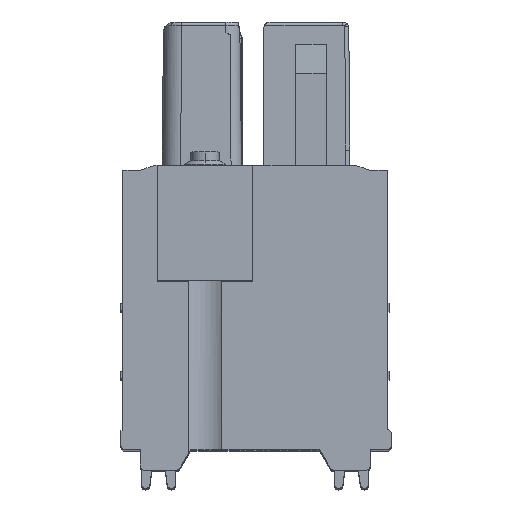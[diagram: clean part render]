
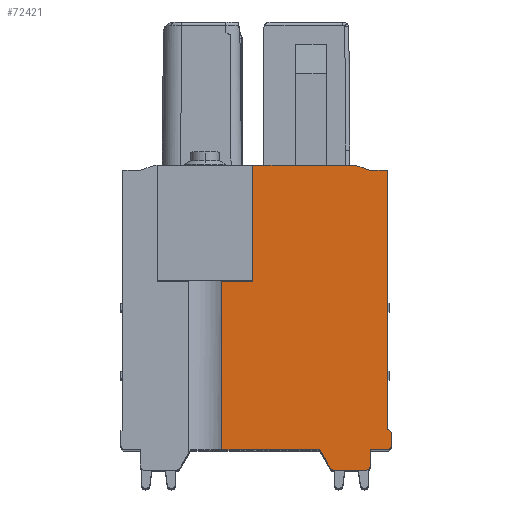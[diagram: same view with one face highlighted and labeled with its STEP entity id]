
A CAD part, top view. The second image highlights one B-rep face of the part: STEP entity #72421.
In plain terms, the highlighted planar face has unit normal (0, 0, 1).
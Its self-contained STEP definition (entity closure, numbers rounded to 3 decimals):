
#21066=DIRECTION('',(0.,-1.,0.));
#21067=VECTOR('',#21066,5.7);
#21068=CARTESIAN_POINT('',(6.4,14.,33.65));
#21069=LINE('',#21068,#21067);
#21078=DIRECTION('',(1.,0.,0.));
#21079=VECTOR('',#21078,1.521);
#21080=CARTESIAN_POINT('',(4.879,8.3,33.65));
#21081=LINE('',#21080,#21079);
#21082=DIRECTION('',(1.,0.,0.));
#21083=VECTOR('',#21082,5.06);
#21084=CARTESIAN_POINT('',(6.4,14.,33.65));
#21085=LINE('',#21084,#21083);
#21086=DIRECTION('',(0.94,-0.342,0.));
#21087=VECTOR('',#21086,0.731);
#21088=CARTESIAN_POINT('',(11.46,14.,33.65));
#21089=LINE('',#21088,#21087);
#21090=DIRECTION('',(1.,0.,0.));
#21091=VECTOR('',#21090,0.873);
#21092=CARTESIAN_POINT('',(12.147,13.75,33.65));
#21093=LINE('',#21092,#21091);
#21094=DIRECTION('',(0.,-1.,0.));
#21095=VECTOR('',#21094,12.749);
#21096=CARTESIAN_POINT('',(13.02,13.75,33.65));
#21097=LINE('',#21096,#21095);
#21098=DIRECTION('',(0.966,-0.259,0.));
#21099=VECTOR('',#21098,0.043);
#21100=CARTESIAN_POINT('',(13.02,1.001,33.65));
#21101=LINE('',#21100,#21099);
#21102=CARTESIAN_POINT('',(13.01,0.797,33.65));
#21103=DIRECTION('',(0.,0.,-1.));
#21104=DIRECTION('',(0.259,0.966,0.));
#21105=AXIS2_PLACEMENT_3D('',#21102,#21103,#21104);
#21107=DIRECTION('',(0.,-1.,0.));
#21108=VECTOR('',#21107,0.597);
#21109=CARTESIAN_POINT('',(13.21,0.797,33.65));
#21110=LINE('',#21109,#21108);
#21111=CARTESIAN_POINT('',(13.01,0.2,33.65));
#21112=DIRECTION('',(0.,0.,-1.));
#21113=DIRECTION('',(1.,0.,0.));
#21114=AXIS2_PLACEMENT_3D('',#21111,#21112,#21113);
#21116=DIRECTION('',(-1.,0.,0.));
#21117=VECTOR('',#21116,0.84);
#21118=CARTESIAN_POINT('',(13.01,0.,33.65));
#21119=LINE('',#21118,#21117);
#21120=DIRECTION('',(0.,-1.,0.));
#21121=VECTOR('',#21120,0.8);
#21122=CARTESIAN_POINT('',(12.17,0.,33.65));
#21123=LINE('',#21122,#21121);
#21124=CARTESIAN_POINT('',(11.97,-0.8,33.65));
#21125=DIRECTION('',(0.,0.,-1.));
#21126=DIRECTION('',(1.,0.,0.));
#21127=AXIS2_PLACEMENT_3D('',#21124,#21125,#21126);
#21129=DIRECTION('',(-1.,0.,0.));
#21130=VECTOR('',#21129,1.585);
#21131=CARTESIAN_POINT('',(11.97,-1.,33.65));
#21132=LINE('',#21131,#21130);
#21133=CARTESIAN_POINT('',(10.385,-0.8,33.65));
#21134=DIRECTION('',(0.,0.,-1.));
#21135=DIRECTION('',(0.,-1.,0.));
#21136=AXIS2_PLACEMENT_3D('',#21133,#21134,#21135);
#21138=DIRECTION('',(-0.5,0.866,0.));
#21139=VECTOR('',#21138,1.039);
#21140=CARTESIAN_POINT('',(10.212,-0.9,33.65));
#21141=LINE('',#21140,#21139);
#21142=DIRECTION('',(-1.,0.,0.));
#21143=VECTOR('',#21142,4.813);
#21144=CARTESIAN_POINT('',(9.693,0.,33.65));
#21145=LINE('',#21144,#21143);
#21150=DIRECTION('',(0.,-1.,0.));
#21151=VECTOR('',#21150,8.3);
#21152=CARTESIAN_POINT('',(4.879,8.3,33.65));
#21153=LINE('',#21152,#21151);
#38046=CARTESIAN_POINT('',(6.4,14.,33.65));
#38047=CARTESIAN_POINT('',(11.46,14.,33.65));
#38048=VERTEX_POINT('',#38046);
#38049=VERTEX_POINT('',#38047);
#38189=CARTESIAN_POINT('',(4.879,8.3,33.65));
#38190=VERTEX_POINT('',#38189);
#38191=CARTESIAN_POINT('',(4.879,0.,33.65));
#38192=VERTEX_POINT('',#38191);
#38203=CARTESIAN_POINT('',(6.4,8.3,33.65));
#38204=VERTEX_POINT('',#38203);
#38205=CARTESIAN_POINT('',(12.147,13.75,33.65));
#38206=VERTEX_POINT('',#38205);
#38207=CARTESIAN_POINT('',(13.02,13.75,33.65));
#38208=VERTEX_POINT('',#38207);
#38209=CARTESIAN_POINT('',(13.02,1.001,33.65));
#38210=VERTEX_POINT('',#38209);
#38211=CARTESIAN_POINT('',(13.062,0.99,33.65));
#38212=VERTEX_POINT('',#38211);
#38213=CARTESIAN_POINT('',(13.21,0.797,33.65));
#38214=VERTEX_POINT('',#38213);
#38215=CARTESIAN_POINT('',(13.21,0.2,33.65));
#38216=VERTEX_POINT('',#38215);
#38217=CARTESIAN_POINT('',(13.01,0.,33.65));
#38218=VERTEX_POINT('',#38217);
#38219=CARTESIAN_POINT('',(12.17,0.,33.65));
#38220=VERTEX_POINT('',#38219);
#38221=CARTESIAN_POINT('',(12.17,-0.8,33.65));
#38222=VERTEX_POINT('',#38221);
#38223=CARTESIAN_POINT('',(11.97,-1.,33.65));
#38224=VERTEX_POINT('',#38223);
#38225=CARTESIAN_POINT('',(10.385,-1.,33.65));
#38226=VERTEX_POINT('',#38225);
#38227=CARTESIAN_POINT('',(10.212,-0.9,33.65));
#38228=VERTEX_POINT('',#38227);
#38229=CARTESIAN_POINT('',(9.693,0.,33.65));
#38230=VERTEX_POINT('',#38229);
#72389=CARTESIAN_POINT('',(9.045,6.5,33.65));
#72390=DIRECTION('',(0.,0.,1.));
#72391=DIRECTION('',(1.,0.,0.));
#72392=AXIS2_PLACEMENT_3D('',#72389,#72390,#72391);
#72393=PLANE('',#72392);
#72395=ORIENTED_EDGE('',*,*,#72394,.F.);
#72397=ORIENTED_EDGE('',*,*,#72396,.T.);
#72398=ORIENTED_EDGE('',*,*,#72380,.F.);
#72399=ORIENTED_EDGE('',*,*,#45471,.T.);
#72400=ORIENTED_EDGE('',*,*,#59414,.T.);
#72401=ORIENTED_EDGE('',*,*,#59441,.T.);
#72402=ORIENTED_EDGE('',*,*,#59629,.T.);
#72403=ORIENTED_EDGE('',*,*,#61767,.T.);
#72404=ORIENTED_EDGE('',*,*,#61782,.T.);
#72405=ORIENTED_EDGE('',*,*,#61797,.T.);
#72406=ORIENTED_EDGE('',*,*,#61812,.T.);
#72407=ORIENTED_EDGE('',*,*,#61831,.T.);
#72409=ORIENTED_EDGE('',*,*,#72408,.T.);
#72411=ORIENTED_EDGE('',*,*,#72410,.T.);
#72413=ORIENTED_EDGE('',*,*,#72412,.T.);
#72415=ORIENTED_EDGE('',*,*,#72414,.T.);
#72417=ORIENTED_EDGE('',*,*,#72416,.T.);
#72418=ORIENTED_EDGE('',*,*,#62059,.T.);
#72419=EDGE_LOOP('',(#72395,#72397,#72398,#72399,#72400,#72401,#72402,#72403,
#72404,#72405,#72406,#72407,#72409,#72411,#72413,#72415,#72417,#72418));
#72420=FACE_OUTER_BOUND('',#72419,.F.);
#72421=ADVANCED_FACE('',(#72420),#72393,.T.);
#21106=CIRCLE('',#21105,0.2);
#21115=CIRCLE('',#21114,0.2);
#21128=CIRCLE('',#21127,0.2);
#21137=CIRCLE('',#21136,0.2);
#45471=EDGE_CURVE('',#38048,#38049,#21085,.T.);
#59414=EDGE_CURVE('',#38049,#38206,#21089,.T.);
#59441=EDGE_CURVE('',#38206,#38208,#21093,.T.);
#59629=EDGE_CURVE('',#38208,#38210,#21097,.T.);
#61767=EDGE_CURVE('',#38210,#38212,#21101,.T.);
#61782=EDGE_CURVE('',#38212,#38214,#21106,.T.);
#61797=EDGE_CURVE('',#38214,#38216,#21110,.T.);
#61812=EDGE_CURVE('',#38216,#38218,#21115,.T.);
#61831=EDGE_CURVE('',#38218,#38220,#21119,.T.);
#62059=EDGE_CURVE('',#38230,#38192,#21145,.T.);
#72380=EDGE_CURVE('',#38048,#38204,#21069,.T.);
#72394=EDGE_CURVE('',#38190,#38192,#21153,.T.);
#72396=EDGE_CURVE('',#38190,#38204,#21081,.T.);
#72408=EDGE_CURVE('',#38220,#38222,#21123,.T.);
#72410=EDGE_CURVE('',#38222,#38224,#21128,.T.);
#72412=EDGE_CURVE('',#38224,#38226,#21132,.T.);
#72414=EDGE_CURVE('',#38226,#38228,#21137,.T.);
#72416=EDGE_CURVE('',#38228,#38230,#21141,.T.);
